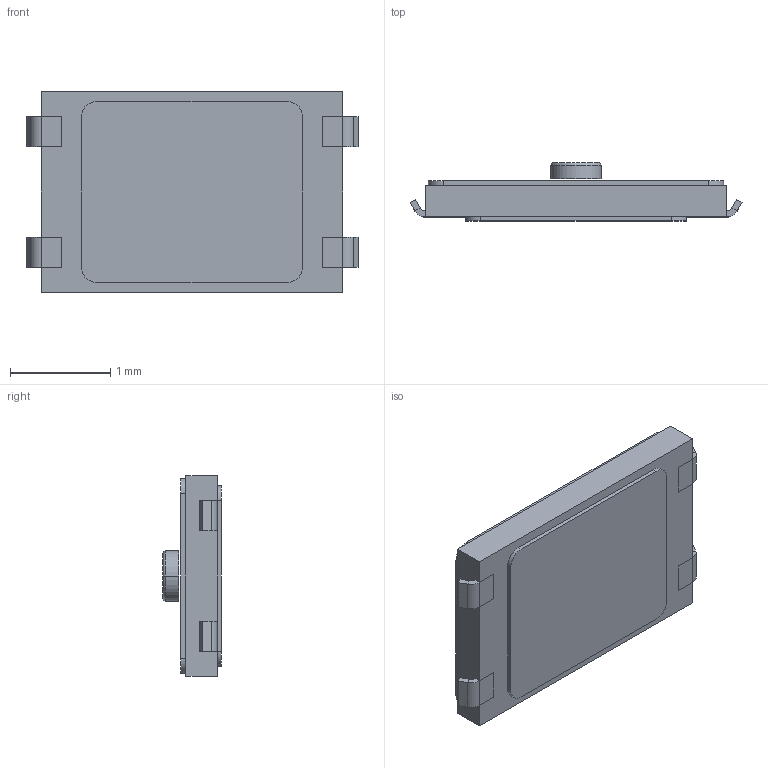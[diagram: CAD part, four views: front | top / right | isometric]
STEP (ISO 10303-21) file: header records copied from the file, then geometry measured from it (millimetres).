
FILE_DESCRIPTION((''),'2;1');
FILE_NAME('TSKH-035815_ASM','2016-08-15T',('clc'),(''),'CREO PARAMETRIC BY PTC INC, 2014190','CREO PARAMETRIC BY PTC INC, 2014190','');
FILE_SCHEMA(('CONFIG_CONTROL_DESIGN'));
Length unit declared in the file: millimetre
Products named in the file (5): CASE; STEM; TER2; TAPE1; TSKH-035815_ASM
Assembly tree (4 placements, depth 2):
  TSKH-035815_ASM
    CASE
    STEM
    TER2
    TAPE1
Bounding box: 3.3 x 0.58 x 2 mm (x, y, z)
Volume: 1.7 mm3; surface area: 30.6 mm2
Topology: 7 solids, 7 shells, 112 faces, 254 edges, 158 vertices
Faces by surface type: plane 76, cylinder 34, torus 2
Entity records: 3221 total; most frequent: DIRECTION 568, CARTESIAN_POINT 533, ORIENTED_EDGE 508, EDGE_CURVE 254, AXIS2_PLACEMENT_3D 193, VECTOR 182, LINE 182, VERTEX_POINT 158
